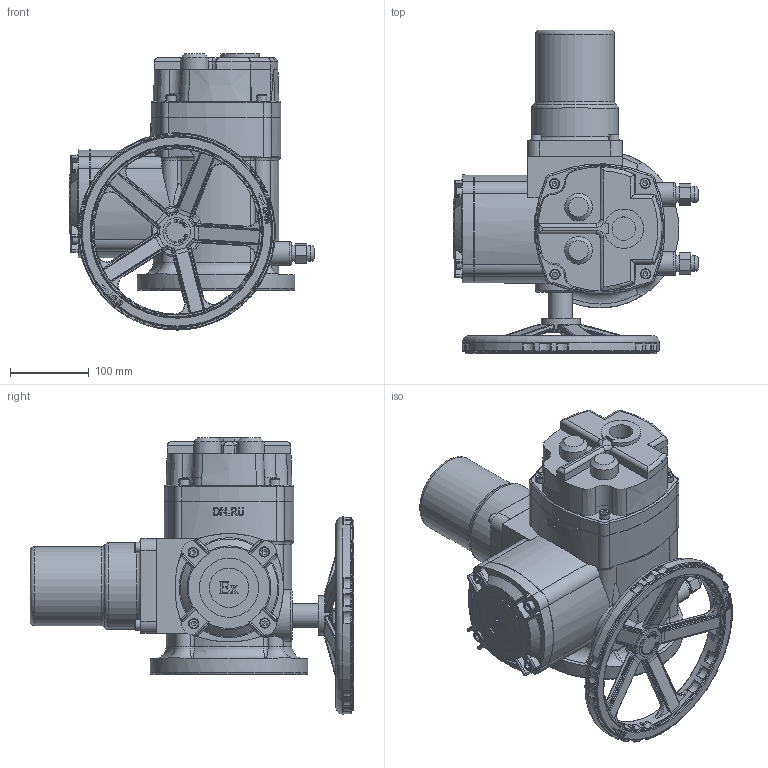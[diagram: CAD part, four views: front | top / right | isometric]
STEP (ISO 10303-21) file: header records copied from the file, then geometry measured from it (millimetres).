
FILE_DESCRIPTION(/* description */ (''),/* implementation_level */ '2;1');
FILE_NAME(/* name */ '180_3D_STEP.stp',/* time_stamp */ '2024-08-15T23:58:52+03:00',/* author */ ('igorr'),/* organization */ (''),/* preprocessor_version */ 'ST-DEVELOPER v20',/* originating_system */ 'Autodesk Inventor 2025',/* authorisation */ '');
FILE_SCHEMA (('AUTOMOTIVE_DESIGN { 1 0 10303 214 3 1 1 }'));
Length unit declared in the file: millimetre
Products named in the file (5): Сборка; Деталь 2; Деталь1; AS 1420 - 1973 - M8 x 35; AS 1420 - 1973 - M8 x 16
Assembly tree (14 placements, depth 2):
  Сборка
    Деталь 2
    Деталь1
    AS 1420 - 1973 - M8 x 35  x8
    AS 1420 - 1973 - M8 x 16  x4
Bounding box: 311 x 410 x 350.16 mm (x, y, z)
Volume: 10291541.9 mm3; surface area: 587985.7 mm2
Topology: 16 solids, 16 shells, 1673 faces, 4146 edges, 2576 vertices
Faces by surface type: plane 607, cylinder 388, bspline 281, torus 271, sphere 79, cone 47
Full cylindrical faces by diameter (mm): 8 x12, 8.325 x2, 12 x4, 13 x12, 14 x4, 16 x4, 20 x4, 30 x4, 35 x3, 50 x3, 51 x1, 58.654 x2, 73.898 x2, 75 x1, 91.537 x1, 100 x1, 110 x1, 200 x1, 210 x1, 218 x1, 242 x1, 250 x1
Entity records: 56855 total; most frequent: CARTESIAN_POINT 20262, ORIENTED_EDGE 7548, DIRECTION 6976, EDGE_CURVE 3774, AXIS2_PLACEMENT_3D 2736, VERTEX_POINT 2336, EDGE_LOOP 1606, FACE_OUTER_BOUND 1523
